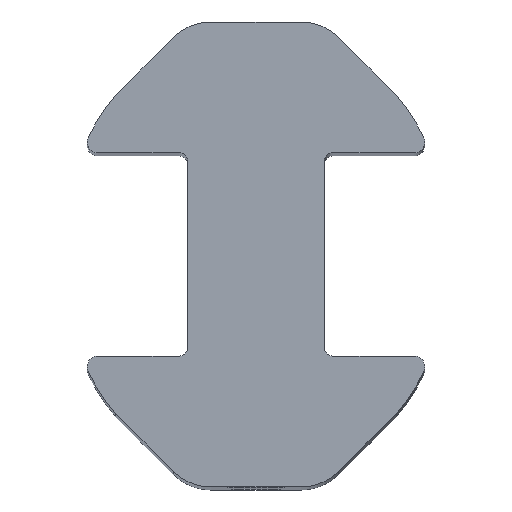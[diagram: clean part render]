
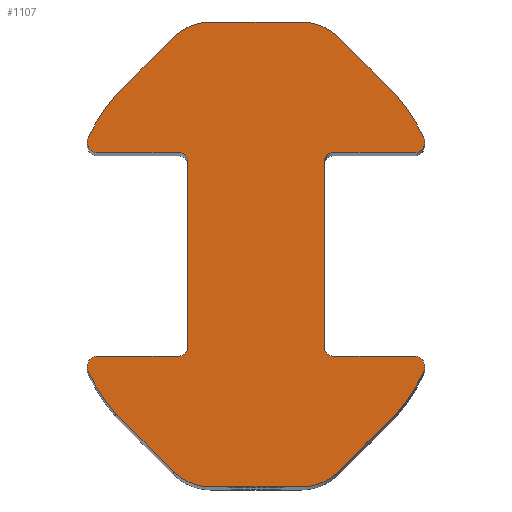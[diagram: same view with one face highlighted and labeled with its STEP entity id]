
A CAD part, top view. The second image highlights one B-rep face of the part: STEP entity #1107.
In plain terms, the highlighted planar face has unit normal (0, 0, 1).
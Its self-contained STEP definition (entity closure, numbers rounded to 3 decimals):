
#377=CARTESIAN_POINT('',(-2.55,-13.15,50.0));
#378=VERTEX_POINT('',#377);
#379=CARTESIAN_POINT('',(-4.671,-12.271,50.0));
#380=VERTEX_POINT('',#379);
#381=CARTESIAN_POINT('',(-2.55,-10.15,50.0));
#382=DIRECTION('',(0.0,0.0,-1.0));
#383=DIRECTION('',(-0.707,-0.707,0.0));
#384=AXIS2_PLACEMENT_3D('',#381,#382,#383);
#385=CIRCLE('',#384,3.0);
#386=EDGE_CURVE('',#378,#380,#385,.T.);
#409=CARTESIAN_POINT('',(-7.943,-9.0,50.0));
#410=VERTEX_POINT('',#409);
#411=CARTESIAN_POINT('',(-4.671,-12.271,50.0));
#412=DIRECTION('',(-0.707,0.707,0.0));
#413=VECTOR('',#412,4.626);
#414=LINE('',#411,#413);
#415=EDGE_CURVE('',#380,#410,#414,.T.);
#433=CARTESIAN_POINT('',(-9.495,-6.6,50.0));
#434=VERTEX_POINT('',#433);
#435=CARTESIAN_POINT('',(-0.409,-2.424,50.0));
#436=DIRECTION('',(0.0,0.0,-1.0));
#437=DIRECTION('',(-0.909,-0.418,0.0));
#438=AXIS2_PLACEMENT_3D('',#435,#436,#437);
#439=CIRCLE('',#438,10.0);
#440=EDGE_CURVE('',#410,#434,#439,.T.);
#458=CARTESIAN_POINT('',(-8.95,-5.75,50.0));
#459=VERTEX_POINT('',#458);
#460=CARTESIAN_POINT('',(-8.95,-6.35,50.0));
#461=DIRECTION('',(0.0,0.0,-1.0));
#462=DIRECTION('',(0.0,1.0,0.0));
#463=AXIS2_PLACEMENT_3D('',#460,#461,#462);
#464=CIRCLE('',#463,0.6);
#465=EDGE_CURVE('',#434,#459,#464,.T.);
#483=CARTESIAN_POINT('',(-4.35,-5.75,50.0));
#484=VERTEX_POINT('',#483);
#485=CARTESIAN_POINT('',(-8.95,-5.75,50.0));
#486=DIRECTION('',(1.0,0.0,0.0));
#487=VECTOR('',#486,4.6);
#488=LINE('',#485,#487);
#489=EDGE_CURVE('',#459,#484,#488,.T.);
#507=CARTESIAN_POINT('',(-3.85,-5.25,50.0));
#508=VERTEX_POINT('',#507);
#509=CARTESIAN_POINT('',(-4.35,-5.25,50.0));
#510=DIRECTION('',(0.0,0.0,1.0));
#511=DIRECTION('',(0.0,1.0,0.0));
#512=AXIS2_PLACEMENT_3D('',#509,#510,#511);
#513=CIRCLE('',#512,0.5);
#514=EDGE_CURVE('',#484,#508,#513,.T.);
#532=CARTESIAN_POINT('',(-3.85,5.25,50.0));
#533=VERTEX_POINT('',#532);
#534=CARTESIAN_POINT('',(-3.85,-5.25,50.0));
#535=DIRECTION('',(0.0,1.0,0.0));
#536=VECTOR('',#535,10.5);
#537=LINE('',#534,#536);
#538=EDGE_CURVE('',#508,#533,#537,.T.);
#556=CARTESIAN_POINT('',(-4.35,5.75,50.0));
#557=VERTEX_POINT('',#556);
#558=CARTESIAN_POINT('',(-4.35,5.25,50.0));
#559=DIRECTION('',(0.0,0.0,1.0));
#560=DIRECTION('',(-1.0,0.0,0.0));
#561=AXIS2_PLACEMENT_3D('',#558,#559,#560);
#562=CIRCLE('',#561,0.5);
#563=EDGE_CURVE('',#533,#557,#562,.T.);
#581=CARTESIAN_POINT('',(-8.95,5.75,50.0));
#582=VERTEX_POINT('',#581);
#583=CARTESIAN_POINT('',(-4.35,5.75,50.0));
#584=DIRECTION('',(-1.0,0.0,0.0));
#585=VECTOR('',#584,4.6);
#586=LINE('',#583,#585);
#587=EDGE_CURVE('',#557,#582,#586,.T.);
#605=CARTESIAN_POINT('',(-9.495,6.6,50.0));
#606=VERTEX_POINT('',#605);
#607=CARTESIAN_POINT('',(-8.95,6.35,50.0));
#608=DIRECTION('',(0.0,0.0,-1.0));
#609=DIRECTION('',(-0.909,0.417,0.0));
#610=AXIS2_PLACEMENT_3D('',#607,#608,#609);
#611=CIRCLE('',#610,0.6);
#612=EDGE_CURVE('',#582,#606,#611,.T.);
#630=CARTESIAN_POINT('',(-7.943,9.0,50.0));
#631=VERTEX_POINT('',#630);
#632=CARTESIAN_POINT('',(-0.409,2.424,50.0));
#633=DIRECTION('',(0.0,0.0,-1.0));
#634=DIRECTION('',(-0.753,0.658,0.0));
#635=AXIS2_PLACEMENT_3D('',#632,#633,#634);
#636=CIRCLE('',#635,10.);
#637=EDGE_CURVE('',#606,#631,#636,.T.);
#655=CARTESIAN_POINT('',(-4.671,12.271,50.0));
#656=VERTEX_POINT('',#655);
#657=CARTESIAN_POINT('',(-7.943,9.0,50.0));
#658=DIRECTION('',(0.707,0.707,0.0));
#659=VECTOR('',#658,4.626);
#660=LINE('',#657,#659);
#661=EDGE_CURVE('',#631,#656,#660,.T.);
#679=CARTESIAN_POINT('',(-2.55,13.15,50.0));
#680=VERTEX_POINT('',#679);
#681=CARTESIAN_POINT('',(-2.55,10.15,50.0));
#682=DIRECTION('',(0.0,0.0,-1.0));
#683=DIRECTION('',(0.0,1.0,0.0));
#684=AXIS2_PLACEMENT_3D('',#681,#682,#683);
#685=CIRCLE('',#684,3.0);
#686=EDGE_CURVE('',#656,#680,#685,.T.);
#704=CARTESIAN_POINT('',(2.55,13.15,50.0));
#705=VERTEX_POINT('',#704);
#706=CARTESIAN_POINT('',(-2.55,13.15,50.0));
#707=DIRECTION('',(1.0,0.0,0.0));
#708=VECTOR('',#707,5.1);
#709=LINE('',#706,#708);
#710=EDGE_CURVE('',#680,#705,#709,.T.);
#734=CARTESIAN_POINT('',(4.671,12.271,50.0));
#735=VERTEX_POINT('',#734);
#736=CARTESIAN_POINT('',(2.55,10.15,50.0));
#737=DIRECTION('',(0.0,0.0,-1.0));
#738=DIRECTION('',(0.707,0.707,0.0));
#739=AXIS2_PLACEMENT_3D('',#736,#737,#738);
#740=CIRCLE('',#739,3.0);
#741=EDGE_CURVE('',#705,#735,#740,.T.);
#759=CARTESIAN_POINT('',(7.943,9.0,50.0));
#760=VERTEX_POINT('',#759);
#761=CARTESIAN_POINT('',(4.671,12.271,50.0));
#762=DIRECTION('',(0.707,-0.707,0.0));
#763=VECTOR('',#762,4.626);
#764=LINE('',#761,#763);
#765=EDGE_CURVE('',#735,#760,#764,.T.);
#783=CARTESIAN_POINT('',(9.495,6.6,50.0));
#784=VERTEX_POINT('',#783);
#785=CARTESIAN_POINT('',(0.409,2.424,50.0));
#786=DIRECTION('',(0.0,0.0,-1.0));
#787=DIRECTION('',(0.909,0.418,0.0));
#788=AXIS2_PLACEMENT_3D('',#785,#786,#787);
#789=CIRCLE('',#788,10.0);
#790=EDGE_CURVE('',#760,#784,#789,.T.);
#808=CARTESIAN_POINT('',(8.95,5.75,50.0));
#809=VERTEX_POINT('',#808);
#810=CARTESIAN_POINT('',(8.95,6.35,50.0));
#811=DIRECTION('',(0.0,0.0,-1.0));
#812=DIRECTION('',(0.0,-1.0,0.0));
#813=AXIS2_PLACEMENT_3D('',#810,#811,#812);
#814=CIRCLE('',#813,0.6);
#815=EDGE_CURVE('',#784,#809,#814,.T.);
#833=CARTESIAN_POINT('',(4.35,5.75,50.0));
#834=VERTEX_POINT('',#833);
#835=CARTESIAN_POINT('',(8.95,5.75,50.0));
#836=DIRECTION('',(-1.0,0.0,0.0));
#837=VECTOR('',#836,4.6);
#838=LINE('',#835,#837);
#839=EDGE_CURVE('',#809,#834,#838,.T.);
#857=CARTESIAN_POINT('',(3.85,5.25,50.0));
#858=VERTEX_POINT('',#857);
#859=CARTESIAN_POINT('',(4.35,5.25,50.0));
#860=DIRECTION('',(0.0,0.0,1.0));
#861=DIRECTION('',(0.0,-1.0,0.0));
#862=AXIS2_PLACEMENT_3D('',#859,#860,#861);
#863=CIRCLE('',#862,0.5);
#864=EDGE_CURVE('',#834,#858,#863,.T.);
#882=CARTESIAN_POINT('',(3.85,-5.25,50.0));
#883=VERTEX_POINT('',#882);
#884=CARTESIAN_POINT('',(3.85,5.25,50.0));
#885=DIRECTION('',(0.0,-1.0,0.0));
#886=VECTOR('',#885,10.5);
#887=LINE('',#884,#886);
#888=EDGE_CURVE('',#858,#883,#887,.T.);
#906=CARTESIAN_POINT('',(4.35,-5.75,50.0));
#907=VERTEX_POINT('',#906);
#908=CARTESIAN_POINT('',(4.35,-5.25,50.0));
#909=DIRECTION('',(0.0,0.0,1.0));
#910=DIRECTION('',(1.0,0.0,0.0));
#911=AXIS2_PLACEMENT_3D('',#908,#909,#910);
#912=CIRCLE('',#911,0.5);
#913=EDGE_CURVE('',#883,#907,#912,.T.);
#931=CARTESIAN_POINT('',(8.95,-5.75,50.0));
#932=VERTEX_POINT('',#931);
#933=CARTESIAN_POINT('',(4.35,-5.75,50.0));
#934=DIRECTION('',(1.0,0.0,0.0));
#935=VECTOR('',#934,4.6);
#936=LINE('',#933,#935);
#937=EDGE_CURVE('',#907,#932,#936,.T.);
#955=CARTESIAN_POINT('',(9.495,-6.6,50.0));
#956=VERTEX_POINT('',#955);
#957=CARTESIAN_POINT('',(8.95,-6.35,50.0));
#958=DIRECTION('',(0.0,0.0,-1.0));
#959=DIRECTION('',(0.909,-0.417,0.0));
#960=AXIS2_PLACEMENT_3D('',#957,#958,#959);
#961=CIRCLE('',#960,0.6);
#962=EDGE_CURVE('',#932,#956,#961,.T.);
#980=CARTESIAN_POINT('',(7.943,-9.0,50.0));
#981=VERTEX_POINT('',#980);
#982=CARTESIAN_POINT('',(0.409,-2.424,50.0));
#983=DIRECTION('',(0.0,0.0,-1.0));
#984=DIRECTION('',(0.753,-0.658,0.0));
#985=AXIS2_PLACEMENT_3D('',#982,#983,#984);
#986=CIRCLE('',#985,10.);
#987=EDGE_CURVE('',#956,#981,#986,.T.);
#1005=CARTESIAN_POINT('',(4.671,-12.271,50.0));
#1006=VERTEX_POINT('',#1005);
#1007=CARTESIAN_POINT('',(7.943,-9.0,50.0));
#1008=DIRECTION('',(-0.707,-0.707,0.0));
#1009=VECTOR('',#1008,4.626);
#1010=LINE('',#1007,#1009);
#1011=EDGE_CURVE('',#981,#1006,#1010,.T.);
#1029=CARTESIAN_POINT('',(2.55,-13.15,50.0));
#1030=VERTEX_POINT('',#1029);
#1031=CARTESIAN_POINT('',(2.55,-10.15,50.0));
#1032=DIRECTION('',(0.0,0.0,-1.0));
#1033=DIRECTION('',(0.0,-1.0,0.0));
#1034=AXIS2_PLACEMENT_3D('',#1031,#1032,#1033);
#1035=CIRCLE('',#1034,3.0);
#1036=EDGE_CURVE('',#1006,#1030,#1035,.T.);
#1054=CARTESIAN_POINT('',(2.55,-13.15,50.0));
#1055=DIRECTION('',(-1.0,0.0,0.0));
#1056=VECTOR('',#1055,5.1);
#1057=LINE('',#1054,#1056);
#1058=EDGE_CURVE('',#1030,#378,#1057,.T.);
#1072=CARTESIAN_POINT('',(0.,0.,50.0));
#1073=DIRECTION('',(0.0,0.0,1.0));
#1074=DIRECTION('',(1.0,0.0,0.0));
#1075=AXIS2_PLACEMENT_3D('',#1072,#1073,#1074);
#1076=PLANE('',#1075);
#1077=ORIENTED_EDGE('',*,*,#386,.F.);
#1078=ORIENTED_EDGE('',*,*,#1058,.F.);
#1079=ORIENTED_EDGE('',*,*,#1036,.F.);
#1080=ORIENTED_EDGE('',*,*,#1011,.F.);
#1081=ORIENTED_EDGE('',*,*,#987,.F.);
#1082=ORIENTED_EDGE('',*,*,#962,.F.);
#1083=ORIENTED_EDGE('',*,*,#937,.F.);
#1084=ORIENTED_EDGE('',*,*,#913,.F.);
#1085=ORIENTED_EDGE('',*,*,#888,.F.);
#1086=ORIENTED_EDGE('',*,*,#864,.F.);
#1087=ORIENTED_EDGE('',*,*,#839,.F.);
#1088=ORIENTED_EDGE('',*,*,#815,.F.);
#1089=ORIENTED_EDGE('',*,*,#790,.F.);
#1090=ORIENTED_EDGE('',*,*,#765,.F.);
#1091=ORIENTED_EDGE('',*,*,#741,.F.);
#1092=ORIENTED_EDGE('',*,*,#710,.F.);
#1093=ORIENTED_EDGE('',*,*,#686,.F.);
#1094=ORIENTED_EDGE('',*,*,#661,.F.);
#1095=ORIENTED_EDGE('',*,*,#637,.F.);
#1096=ORIENTED_EDGE('',*,*,#612,.F.);
#1097=ORIENTED_EDGE('',*,*,#587,.F.);
#1098=ORIENTED_EDGE('',*,*,#563,.F.);
#1099=ORIENTED_EDGE('',*,*,#538,.F.);
#1100=ORIENTED_EDGE('',*,*,#514,.F.);
#1101=ORIENTED_EDGE('',*,*,#489,.F.);
#1102=ORIENTED_EDGE('',*,*,#465,.F.);
#1103=ORIENTED_EDGE('',*,*,#440,.F.);
#1104=ORIENTED_EDGE('',*,*,#415,.F.);
#1105=EDGE_LOOP('',(#1077,#1078,#1079,#1080,#1081,#1082,#1083,#1084,#1085,#1086,#1087,#1088,#1089,#1090,#1091,#1092,#1093,#1094,#1095,#1096,#1097,#1098,#1099,#1100,#1101,#1102,#1103,#1104));
#1106=FACE_OUTER_BOUND('',#1105,.T.);
#1107=ADVANCED_FACE('',(#1106),#1076,.T.);
